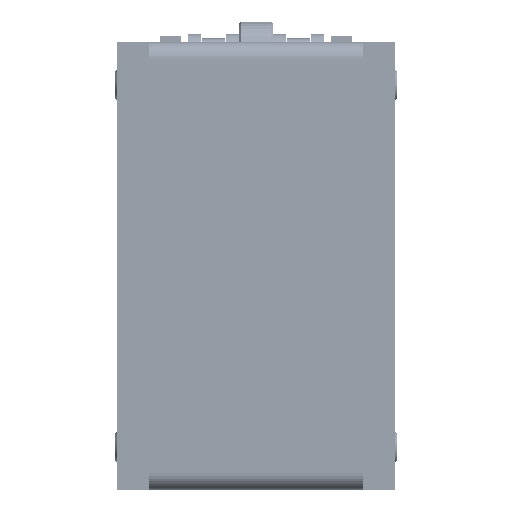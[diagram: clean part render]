
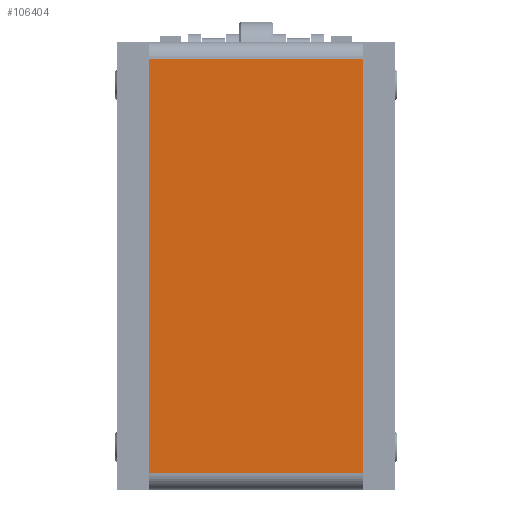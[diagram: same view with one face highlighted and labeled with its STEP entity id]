
A CAD part, front view. The second image highlights one B-rep face of the part: STEP entity #106404.
In plain terms, the highlighted planar face has unit normal (0, -1, 0).
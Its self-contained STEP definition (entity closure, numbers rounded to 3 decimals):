
#26995=FACE_OUTER_BOUND($,#38364,.T.);
#38364=EDGE_LOOP($,(#93243,#93244,#93245,#93246));
#43574=LINE($,#183806,#48418);
#43575=LINE($,#183810,#48419);
#43576=LINE($,#183812,#48420);
#43577=LINE($,#183813,#48421);
#48418=VECTOR($,#152952,50.);
#48419=VECTOR($,#152957,97.);
#48420=VECTOR($,#152958,50.);
#48421=VECTOR($,#152959,97.);
#57433=VERTEX_POINT($,#183803);
#57434=VERTEX_POINT($,#183805);
#57435=VERTEX_POINT($,#183809);
#57436=VERTEX_POINT($,#183811);
#69599=EDGE_CURVE($,#57434,#57433,#43574,.T.);
#69601=EDGE_CURVE($,#57433,#57435,#43575,.T.);
#69602=EDGE_CURVE($,#57436,#57435,#43576,.T.);
#69603=EDGE_CURVE($,#57434,#57436,#43577,.T.);
#93243=ORIENTED_EDGE($,*,*,#69601,.T.);
#93244=ORIENTED_EDGE($,*,*,#69602,.F.);
#93245=ORIENTED_EDGE($,*,*,#69603,.F.);
#93246=ORIENTED_EDGE($,*,*,#69599,.T.);
#99847=PLANE($,#121419);
#106404=ADVANCED_FACE($,(#26995),#99847,.T.);
#121419=AXIS2_PLACEMENT_3D($,#183808,#152955,#152956);
#152952=DIRECTION($,(1.,0.,0.));
#152955=DIRECTION('center_axis',(0.,-1.,0.));
#152956=DIRECTION('ref_axis',(1.,0.,0.));
#152957=DIRECTION($,(0.,0.,1.));
#152958=DIRECTION($,(1.,0.,0.));
#152959=DIRECTION($,(0.,0.,1.));
#183803=CARTESIAN_POINT('',(25.,-507.,-41.));
#183805=CARTESIAN_POINT('',(-25.,-507.,-41.));
#183806=CARTESIAN_POINT($,(-25.,-507.,-41.));
#183808=CARTESIAN_POINT('Origin',(-25.,-507.,-41.));
#183809=CARTESIAN_POINT('',(25.,-507.,56.));
#183810=CARTESIAN_POINT($,(25.,-507.,-41.));
#183811=CARTESIAN_POINT('',(-25.,-507.,56.));
#183812=CARTESIAN_POINT($,(-25.,-507.,56.));
#183813=CARTESIAN_POINT($,(-25.,-507.,-41.));
